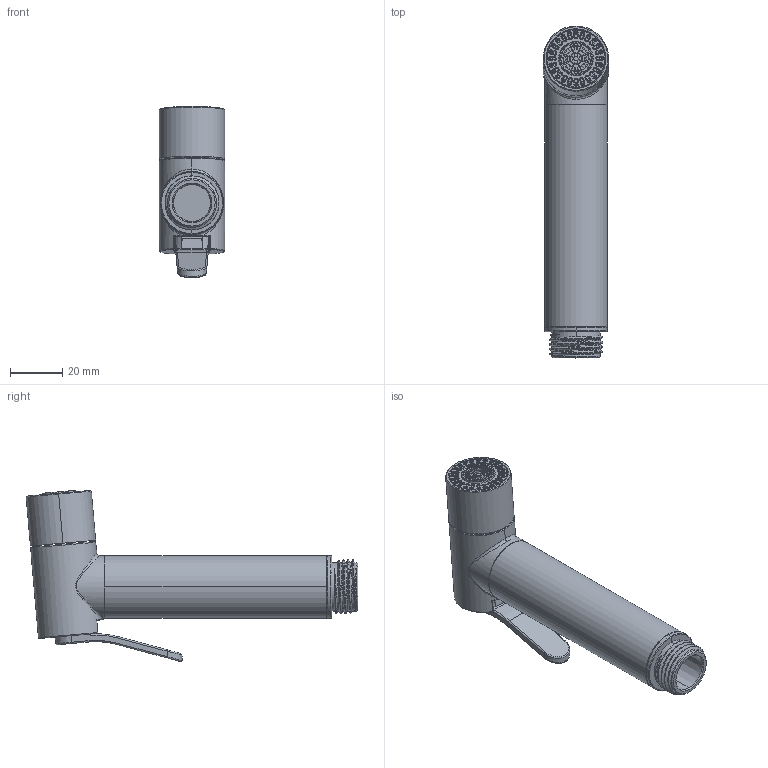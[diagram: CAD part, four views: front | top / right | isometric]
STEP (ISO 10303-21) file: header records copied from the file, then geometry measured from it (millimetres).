
FILE_DESCRIPTION((''),'2;1');
FILE_NAME('ZDOC126CR','2023-01-23T11:47:39',('simone.bertoli'),('PAFFONI SpA'),'CREO PARAMETRIC BY PTC INC, 2022124','CREO PARAMETRIC BY PTC INC, 2022124','');
FILE_SCHEMA(('CONFIG_CONTROL_DESIGN','SHAPE_APPEARANCE_LAYERS_GROUPS'));
Length unit declared in the file: millimetre
Products named in the file (1): ZDOC126CR
Bounding box: 25 x 126.66 x 65.32 mm (x, y, z)
Surface area: 24648.9 mm2 (no closed solid volume)
Topology: 0 solids, 11 shells, 789 faces, 2665 edges, 1828 vertices
Faces by surface type: plane 298, torus 166, cylinder 165, cone 127, bspline 29, sphere 2, extrusion 2
Entity records: 40245 total; most frequent: CARTESIAN_POINT 11314, DIRECTION 5115, ORIENTED_EDGE 4810, EDGE_CURVE 2663, AXIS2_PLACEMENT_3D 2126, VERTEX_POINT 1828, CIRCLE 1368, VECTOR 863
